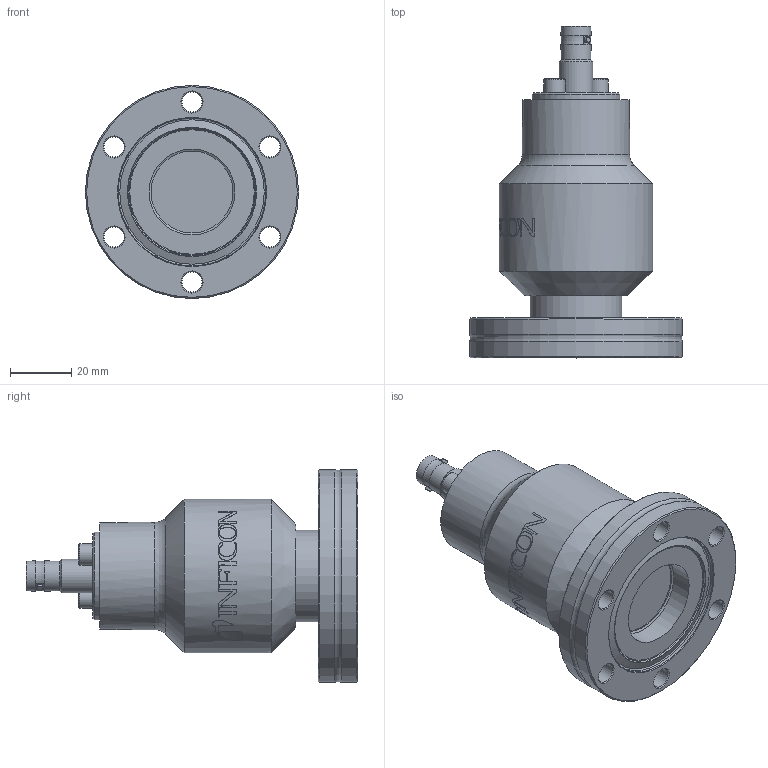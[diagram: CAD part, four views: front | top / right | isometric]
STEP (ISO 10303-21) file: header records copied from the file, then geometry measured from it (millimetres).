
FILE_DESCRIPTION(/* description */ (''),/* implementation_level */ '2;1');
FILE_NAME(/* name */ 'Ausfhrung Koax - DN 40 CF-F.stp',/* time_stamp */ '2024-03-14T09:33:15+01:00',/* author */ ('quen001'),/* organization */ (''),/* preprocessor_version */ 'ST-DEVELOPER v19.2',/* originating_system */ 'Autodesk Inventor 2023',/* authorisation */ '');
FILE_SCHEMA (('AUTOMOTIVE_DESIGN { 1 0 10303 214 3 1 1 }'));
Products named in the file (1): Bauteil27
Bounding box: 69.5 x 108.2 x 69.5 mm (x, y, z)
Volume: 144353.9 mm3; surface area: 29034.6 mm2
Topology: 1 solids, 7 shells, 1143 faces, 3265 edges, 2164 vertices
Faces by surface type: bspline 774, plane 264, cylinder 53, cone 42, torus 10
Full cylindrical faces by diameter (mm): 1 x1, 1.3 x2, 2 x3, 4 x2, 4.3 x2, 4.5 x2, 5 x1, 6.4 x1, 6.6 x6, 7 x2, 8.4 x1, 9 x1, 9.8 x2, 11 x1, 12 x1, 26.7 x1, 27 x1, 27.5 x1, 28 x1, 28.8 x1, 29.8 x1, 29.9 x1, 30 x1, 35 x1, 46 x1, 46.1 x1, 50 x1, 69.5 x2
Entity records: 49879 total; most frequent: CARTESIAN_POINT 24221, ORIENTED_EDGE 6522, EDGE_CURVE 3261, DIRECTION 2629, VERTEX_POINT 2160, B_SPLINE_CURVE_WITH_KNOTS 1737, EDGE_LOOP 1196, STYLED_ITEM 1144
